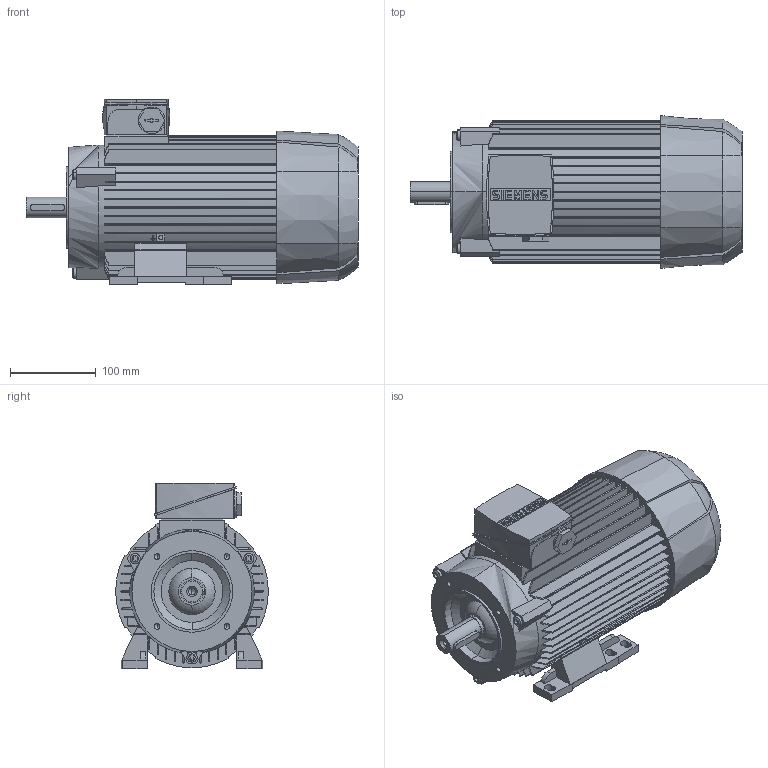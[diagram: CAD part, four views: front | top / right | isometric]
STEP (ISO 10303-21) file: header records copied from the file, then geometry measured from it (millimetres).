
FILE_DESCRIPTION(('STEP AP214'),'1');
FILE_NAME('cctmp_4B5463E3-7E96-407C-A417-CD73AF5AD4BF_2023_06_26_14_37_33_0210..stp','2023-06-26T12:37:33',('SIEMENS A&D'),('CADClick - www.CADClick.com'),'Spatial InterOp 3D',' ','unknown authorization');
FILE_SCHEMA(('AUTOMOTIVE_DESIGN'));
Length unit declared in the file: millimetre
Products named in the file (1): 2023_06_26_14_37_33_0210
Bounding box: 387 x 178 x 216 mm (x, y, z)
Volume: 6784537.3 mm3; surface area: 479868.3 mm2
Topology: 1 solids, 1 shells, 712 faces, 2018 edges, 1321 vertices
Faces by surface type: plane 445, cylinder 181, torus 54, cone 32
Entity records: 29934 total; most frequent: CARTESIAN_POINT 5547, ORIENTED_EDGE 3992, DIRECTION 3869, EDGE_CURVE 1996, VERTEX_POINT 1321, AXIS2_PLACEMENT_3D 1306, LINE 1257, VECTOR 1257
